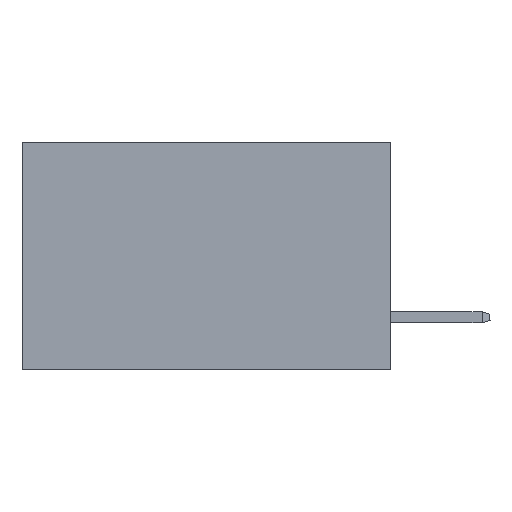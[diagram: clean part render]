
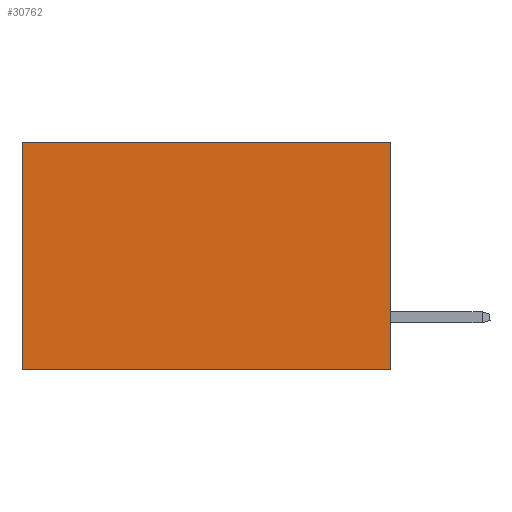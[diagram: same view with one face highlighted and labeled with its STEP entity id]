
A CAD part, left-side view. The second image highlights one B-rep face of the part: STEP entity #30762.
In plain terms, the highlighted planar face has unit normal (-1, 0, 0).
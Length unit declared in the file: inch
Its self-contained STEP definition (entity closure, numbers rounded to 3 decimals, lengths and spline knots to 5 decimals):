
#5344 = AXIS2_PLACEMENT_3D ( 'NONE', #11720, #41918, #19617 ) ;
#8907 = CARTESIAN_POINT ( 'NONE',  ( 0.2875, 0.6, -0.37 ) ) ;
#9076 = ORIENTED_EDGE ( 'NONE', *, *, #36228, .T. ) ;
#10238 = LINE ( 'NONE', #40294, #42113 ) ;
#11720 = CARTESIAN_POINT ( 'NONE',  ( 0.2875, 0., 0. ) ) ;
#12073 = CARTESIAN_POINT ( 'NONE',  ( 0.2875, 0., -0.37 ) ) ;
#12956 = CARTESIAN_POINT ( 'NONE',  ( 0.2875, 0.6, 0. ) ) ;
#13985 = DIRECTION ( 'NONE',  ( 0., 1., 0. ) ) ;
#16303 = LINE ( 'NONE', #12956, #42512 ) ;
#16881 = EDGE_LOOP ( 'NONE', ( #9076, #31267, #19197, #40547 ) ) ;
#18081 = VERTEX_POINT ( 'NONE', #8907 ) ;
#18783 = VECTOR ( 'NONE', #19219, 39.37008 ) ;
#19197 = ORIENTED_EDGE ( 'NONE', *, *, #31041, .F. ) ;
#19219 = DIRECTION ( 'NONE',  ( 0., 0., -1. ) ) ;
#19286 = FACE_OUTER_BOUND ( 'NONE', #16881, .T. ) ;
#19426 = EDGE_CURVE ( 'NONE', #34809, #19685, #10238, .T. ) ;
#19617 = DIRECTION ( 'NONE',  ( 0., 0., -1. ) ) ;
#19685 = VERTEX_POINT ( 'NONE', #38592 ) ;
#20795 = CARTESIAN_POINT ( 'NONE',  ( 0.2875, 0., -0.37 ) ) ;
#22098 = DIRECTION ( 'NONE',  ( 0., 1., 0. ) ) ;
#22296 = LINE ( 'NONE', #30629, #18783 ) ;
#26522 = PLANE ( 'NONE',  #5344 ) ;
#28378 = CARTESIAN_POINT ( 'NONE',  ( 0.2875, 0., 0. ) ) ;
#30629 = CARTESIAN_POINT ( 'NONE',  ( 0.2875, 0., 0. ) ) ;
#30762 = ADVANCED_FACE ( 'NONE', ( #19286 ), #26522, .F. ) ;
#31041 = EDGE_CURVE ( 'NONE', #34809, #34346, #22296, .T. ) ;
#31267 = ORIENTED_EDGE ( 'NONE', *, *, #43660, .F. ) ;
#34346 = VERTEX_POINT ( 'NONE', #12073 ) ;
#34809 = VERTEX_POINT ( 'NONE', #28378 ) ;
#36228 = EDGE_CURVE ( 'NONE', #19685, #18081, #16303, .T. ) ;
#37775 = DIRECTION ( 'NONE',  ( 0., 0., -1. ) ) ;
#38592 = CARTESIAN_POINT ( 'NONE',  ( 0.2875, 0.6, 0. ) ) ;
#40294 = CARTESIAN_POINT ( 'NONE',  ( 0.2875, 0., 0. ) ) ;
#40547 = ORIENTED_EDGE ( 'NONE', *, *, #19426, .T. ) ;
#41918 = DIRECTION ( 'NONE',  ( 1., 0., 0. ) ) ;
#42113 = VECTOR ( 'NONE', #22098, 39.37008 ) ;
#42512 = VECTOR ( 'NONE', #37775, 39.37008 ) ;
#43660 = EDGE_CURVE ( 'NONE', #34346, #18081, #44094, .T. ) ;
#44094 = LINE ( 'NONE', #20795, #45176 ) ;
#45176 = VECTOR ( 'NONE', #13985, 39.37008 ) ;
